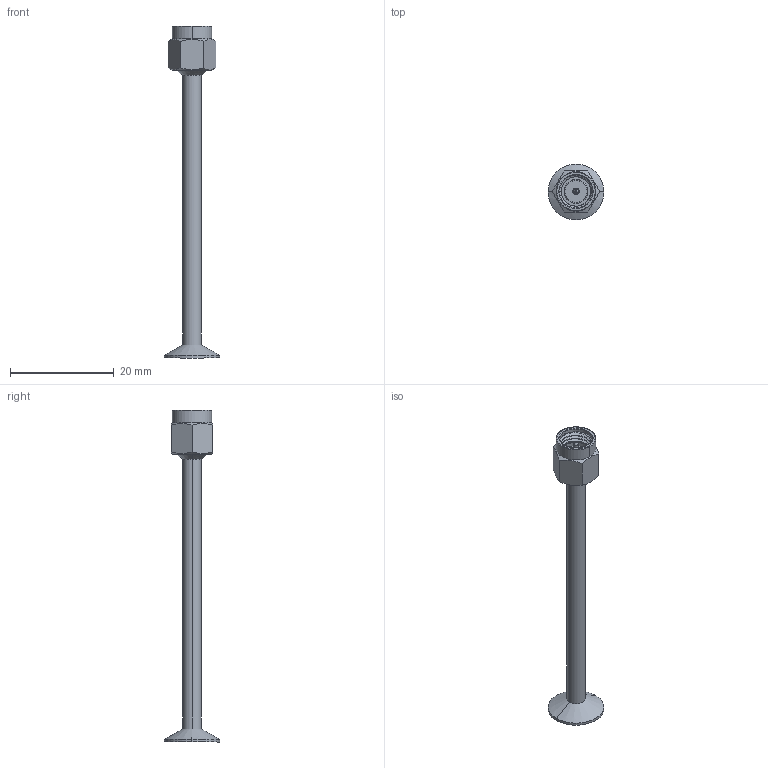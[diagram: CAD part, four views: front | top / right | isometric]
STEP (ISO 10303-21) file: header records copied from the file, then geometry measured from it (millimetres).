
FILE_DESCRIPTION (( 'STEP AP203' ), '1' );
FILE_NAME ('SMA_male_edge_6.5x6.5.STEP', '2023-07-12T18:56:34', ( '' ), ( '' ), 'SwSTEP 2.0', 'SolidWorks 2016', '' );
FILE_SCHEMA (( 'CONFIG_CONTROL_DESIGN' ));
Length unit declared in the file: millimetre
Products named in the file (8): Sleeve; SMA_male_edge_6.5x6.5; Key; Nut; Pin; Sonda_v1; Gasket; Dielectric
Assembly tree (7 placements, depth 2):
  SMA_male_edge_6.5x6.5
    Nut
    Key
    Sleeve
    Gasket
    Dielectric
    Pin
    Sonda_v1
Bounding box: 10.75 x 10.75 x 64 mm (x, y, z)
Volume: 964.4 mm3; surface area: 3014.4 mm2
Topology: 9 solids, 9 shells, 137 faces, 293 edges, 182 vertices
Faces by surface type: cylinder 61, plane 34, cone 28, bspline 14
Entity records: 5676 total; most frequent: CARTESIAN_POINT 1867, DIRECTION 651, ORIENTED_EDGE 586, EDGE_CURVE 293, AXIS2_PLACEMENT_3D 273, VERTEX_POINT 182, EDGE_LOOP 157, CIRCLE 140
